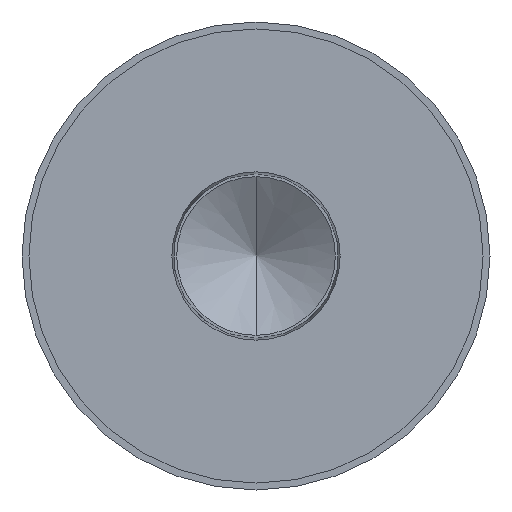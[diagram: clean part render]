
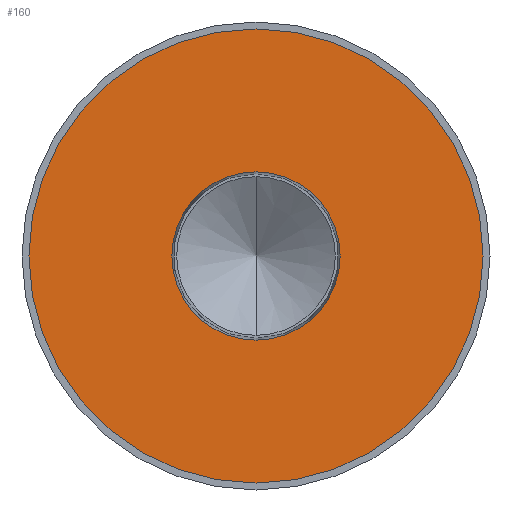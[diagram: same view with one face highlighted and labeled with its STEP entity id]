
A CAD part, front view. The second image highlights one B-rep face of the part: STEP entity #160.
In plain terms, the highlighted planar face has unit normal (0, -1, 0).
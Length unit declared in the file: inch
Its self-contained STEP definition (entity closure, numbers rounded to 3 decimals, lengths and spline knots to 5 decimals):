
#7 = AXIS2_PLACEMENT_3D ( 'NONE', #282, #364, #370 ) ;
#22 = VERTEX_POINT ( 'NONE', #151 ) ;
#49 = FACE_BOUND ( 'NONE', #480, .T. ) ;
#55 = AXIS2_PLACEMENT_3D ( 'NONE', #501, #94, #400 ) ;
#56 = VERTEX_POINT ( 'NONE', #392 ) ;
#68 = VERTEX_POINT ( 'NONE', #106 ) ;
#91 = EDGE_CURVE ( 'NONE', #68, #149, #242, .T. ) ;
#94 = DIRECTION ( 'NONE',  ( 0., -1., 0. ) ) ;
#106 = CARTESIAN_POINT ( 'NONE',  ( 0., 0., -2.46 ) ) ;
#120 = CIRCLE ( 'NONE', #272, 0.91117 ) ;
#149 = VERTEX_POINT ( 'NONE', #347 ) ;
#151 = CARTESIAN_POINT ( 'NONE',  ( 0., 0., 0.91117 ) ) ;
#160 = ADVANCED_FACE ( 'NONE', ( #49, #443 ), #405, .T. ) ;
#166 = DIRECTION ( 'NONE',  ( 0., 0., -1. ) ) ;
#168 = EDGE_CURVE ( 'NONE', #22, #56, #290, .T. ) ;
#173 = ORIENTED_EDGE ( 'NONE', *, *, #352, .T. ) ;
#192 = DIRECTION ( 'NONE',  ( 0., -1., 0. ) ) ;
#200 = ORIENTED_EDGE ( 'NONE', *, *, #168, .F. ) ;
#208 = DIRECTION ( 'NONE',  ( 0., -1., 0. ) ) ;
#242 = CIRCLE ( 'NONE', #7, 2.46 ) ;
#259 = AXIS2_PLACEMENT_3D ( 'NONE', #316, #345, #263 ) ;
#263 = DIRECTION ( 'NONE',  ( 0., 0., -1. ) ) ;
#272 = AXIS2_PLACEMENT_3D ( 'NONE', #322, #192, #166 ) ;
#281 = ORIENTED_EDGE ( 'NONE', *, *, #91, .T. ) ;
#282 = CARTESIAN_POINT ( 'NONE',  ( 0., 0., 0. ) ) ;
#290 = CIRCLE ( 'NONE', #259, 0.91117 ) ;
#316 = CARTESIAN_POINT ( 'NONE',  ( 0., 0., 0. ) ) ;
#322 = CARTESIAN_POINT ( 'NONE',  ( 0., 0., 0. ) ) ;
#331 = EDGE_CURVE ( 'NONE', #56, #22, #120, .T. ) ;
#345 = DIRECTION ( 'NONE',  ( 0., -1., 0. ) ) ;
#347 = CARTESIAN_POINT ( 'NONE',  ( 0., 0., 2.46 ) ) ;
#352 = EDGE_CURVE ( 'NONE', #149, #68, #476, .T. ) ;
#357 = AXIS2_PLACEMENT_3D ( 'NONE', #456, #208, #500 ) ;
#364 = DIRECTION ( 'NONE',  ( 0., -1., 0. ) ) ;
#370 = DIRECTION ( 'NONE',  ( 0., 0., -1. ) ) ;
#375 = EDGE_LOOP ( 'NONE', ( #281, #173 ) ) ;
#392 = CARTESIAN_POINT ( 'NONE',  ( 0., 0., -0.91117 ) ) ;
#400 = DIRECTION ( 'NONE',  ( 0., 0., -1. ) ) ;
#405 = PLANE ( 'NONE',  #55 ) ;
#443 = FACE_OUTER_BOUND ( 'NONE', #375, .T. ) ;
#456 = CARTESIAN_POINT ( 'NONE',  ( 0., 0., 0. ) ) ;
#476 = CIRCLE ( 'NONE', #357, 2.46 ) ;
#480 = EDGE_LOOP ( 'NONE', ( #495, #200 ) ) ;
#495 = ORIENTED_EDGE ( 'NONE', *, *, #331, .F. ) ;
#500 = DIRECTION ( 'NONE',  ( 0., 0., -1. ) ) ;
#501 = CARTESIAN_POINT ( 'NONE',  ( 0., 0., 0. ) ) ;
